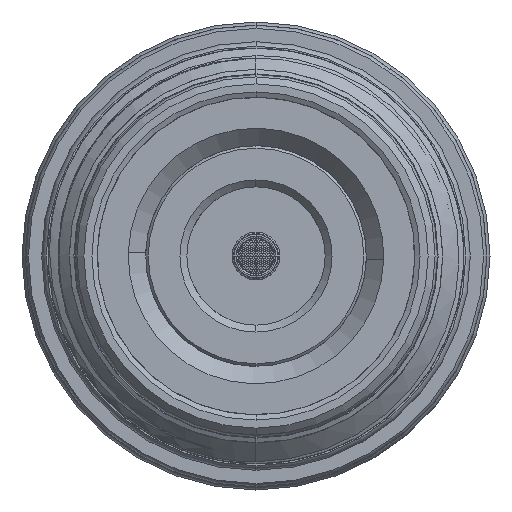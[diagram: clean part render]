
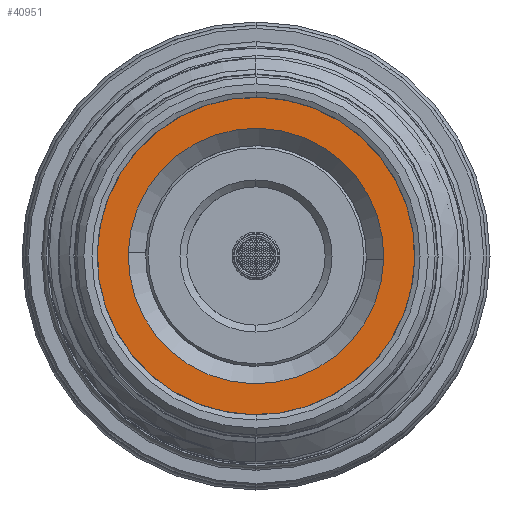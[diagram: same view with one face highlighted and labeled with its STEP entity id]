
A CAD part, left-side view. The second image highlights one B-rep face of the part: STEP entity #40951.
In plain terms, the highlighted planar face has unit normal (-1, 0, 0).
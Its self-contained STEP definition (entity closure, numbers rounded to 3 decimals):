
#583 = VERTEX_POINT ( 'NONE', #18430 ) ;
#923 = EDGE_LOOP ( 'NONE', ( #56152, #51269 ) ) ;
#2519 = DIRECTION ( 'NONE',  ( -1., 0., 0. ) ) ;
#3689 = CIRCLE ( 'NONE', #11784, 14.7 ) ;
#4652 = VERTEX_POINT ( 'NONE', #55757 ) ;
#8936 = VERTEX_POINT ( 'NONE', #54813 ) ;
#10081 = DIRECTION ( 'NONE',  ( 0., -1., -0.028 ) ) ;
#11288 = AXIS2_PLACEMENT_3D ( 'NONE', #24159, #35675, #67214 ) ;
#11784 = AXIS2_PLACEMENT_3D ( 'NONE', #22424, #60026, #61941 ) ;
#12918 = ORIENTED_EDGE ( 'NONE', *, *, #20753, .F. ) ;
#14427 = VERTEX_POINT ( 'NONE', #56526 ) ;
#17123 = EDGE_CURVE ( 'NONE', #8936, #583, #42803, .T. ) ;
#17752 = EDGE_CURVE ( 'NONE', #4652, #14427, #29828, .T. ) ;
#18274 = CARTESIAN_POINT ( 'NONE',  ( -41.218, 0., 0. ) ) ;
#18430 = CARTESIAN_POINT ( 'NONE',  ( -41.218, 18.253, 0.502 ) ) ;
#19168 = EDGE_LOOP ( 'NONE', ( #58457, #12918 ) ) ;
#20753 = EDGE_CURVE ( 'NONE', #583, #8936, #69217, .T. ) ;
#21230 = AXIS2_PLACEMENT_3D ( 'NONE', #38348, #31531, #10081 ) ;
#22424 = CARTESIAN_POINT ( 'NONE',  ( -41.218, 0., 0. ) ) ;
#24159 = CARTESIAN_POINT ( 'NONE',  ( -41.218, 0., 0. ) ) ;
#29828 = CIRCLE ( 'NONE', #48227, 14.7 ) ;
#31531 = DIRECTION ( 'NONE',  ( 1., 0., 0. ) ) ;
#35675 = DIRECTION ( 'NONE',  ( 1., 0., 0. ) ) ;
#37490 = FACE_BOUND ( 'NONE', #923, .T. ) ;
#38348 = CARTESIAN_POINT ( 'NONE',  ( -41.218, 0., 0. ) ) ;
#39224 = DIRECTION ( 'NONE',  ( 0., 1., 0.028 ) ) ;
#40396 = PLANE ( 'NONE',  #11288 ) ;
#40951 = ADVANCED_FACE ( 'NONE', ( #66128, #37490 ), #40396, .F. ) ;
#42803 = CIRCLE ( 'NONE', #47304, 18.26 ) ;
#42914 = CARTESIAN_POINT ( 'NONE',  ( -41.218, 0., 0. ) ) ;
#44720 = EDGE_CURVE ( 'NONE', #14427, #4652, #3689, .T. ) ;
#47304 = AXIS2_PLACEMENT_3D ( 'NONE', #42914, #48561, #58903 ) ;
#48227 = AXIS2_PLACEMENT_3D ( 'NONE', #18274, #2519, #39224 ) ;
#48561 = DIRECTION ( 'NONE',  ( 1., 0., 0. ) ) ;
#51269 = ORIENTED_EDGE ( 'NONE', *, *, #17752, .F. ) ;
#54813 = CARTESIAN_POINT ( 'NONE',  ( -41.218, -18.253, -0.502 ) ) ;
#55757 = CARTESIAN_POINT ( 'NONE',  ( -41.218, -14.694, -0.404 ) ) ;
#56152 = ORIENTED_EDGE ( 'NONE', *, *, #44720, .F. ) ;
#56526 = CARTESIAN_POINT ( 'NONE',  ( -41.218, 14.694, 0.404 ) ) ;
#58457 = ORIENTED_EDGE ( 'NONE', *, *, #17123, .F. ) ;
#58903 = DIRECTION ( 'NONE',  ( 0., -1., -0.028 ) ) ;
#60026 = DIRECTION ( 'NONE',  ( -1., 0., 0. ) ) ;
#61941 = DIRECTION ( 'NONE',  ( 0., 1., 0.028 ) ) ;
#66128 = FACE_OUTER_BOUND ( 'NONE', #19168, .T. ) ;
#67214 = DIRECTION ( 'NONE',  ( 0., -1., -0.028 ) ) ;
#69217 = CIRCLE ( 'NONE', #21230, 18.26 ) ;
